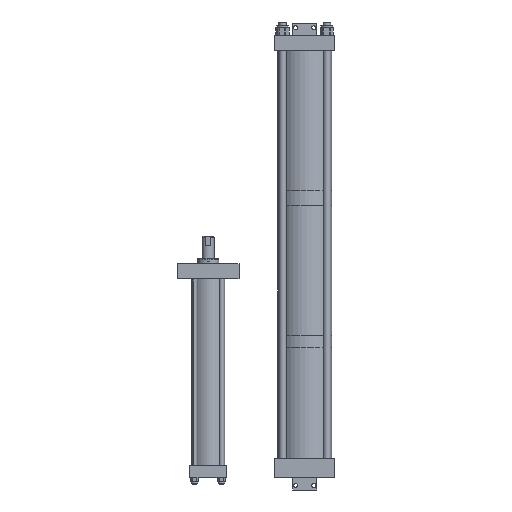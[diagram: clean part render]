
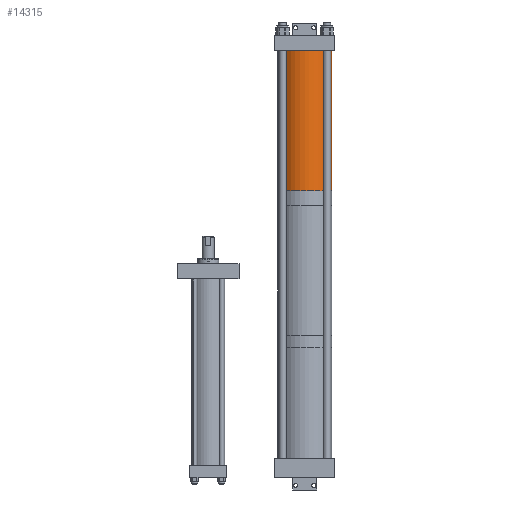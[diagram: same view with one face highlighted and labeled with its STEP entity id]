
A CAD part, front view. The second image highlights one B-rep face of the part: STEP entity #14315.
In plain terms, the highlighted cylindrical face has radius 57.15 mm (diameter 114.3 mm), a partial arc.
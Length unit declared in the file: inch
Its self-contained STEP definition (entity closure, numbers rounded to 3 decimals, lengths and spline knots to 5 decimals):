
#698 = CARTESIAN_POINT ( 'NONE',  ( -2.25, 0., 11.607 ) ) ;
#840 = CARTESIAN_POINT ( 'NONE',  ( 2.25, 0., 0. ) ) ;
#1315 = AXIS2_PLACEMENT_3D ( 'NONE', #9241, #13538, #12436 ) ;
#1724 = DIRECTION ( 'NONE',  ( 0., 0., 1. ) ) ;
#2823 = VERTEX_POINT ( 'NONE', #14204 ) ;
#3456 = VERTEX_POINT ( 'NONE', #698 ) ;
#3597 = VECTOR ( 'NONE', #14228, 39.37008 ) ;
#4240 = CIRCLE ( 'NONE', #11064, 2.25 ) ;
#4799 = ORIENTED_EDGE ( 'NONE', *, *, #11627, .T. ) ;
#5426 = CIRCLE ( 'NONE', #6907, 2.25 ) ;
#6226 = CARTESIAN_POINT ( 'NONE',  ( 2.25, 0., 11.607 ) ) ;
#6280 = VERTEX_POINT ( 'NONE', #14487 ) ;
#6446 = EDGE_CURVE ( 'NONE', #3456, #6280, #7303, .T. ) ;
#6508 = CARTESIAN_POINT ( 'NONE',  ( 0., 0., 11.607 ) ) ;
#6907 = AXIS2_PLACEMENT_3D ( 'NONE', #8529, #1724, #8427 ) ;
#6980 = DIRECTION ( 'NONE',  ( 0., 0., -1. ) ) ;
#7122 = EDGE_LOOP ( 'NONE', ( #12756, #14498, #7493, #4799 ) ) ;
#7303 = LINE ( 'NONE', #13644, #10804 ) ;
#7493 = ORIENTED_EDGE ( 'NONE', *, *, #6446, .T. ) ;
#8307 = CYLINDRICAL_SURFACE ( 'NONE', #1315, 2.25 ) ;
#8427 = DIRECTION ( 'NONE',  ( 1., 0., 0. ) ) ;
#8529 = CARTESIAN_POINT ( 'NONE',  ( 0., 0., 0. ) ) ;
#9201 = VERTEX_POINT ( 'NONE', #840 ) ;
#9241 = CARTESIAN_POINT ( 'NONE',  ( 0., 0., 11.607 ) ) ;
#9247 = EDGE_CURVE ( 'NONE', #2823, #9201, #10758, .T. ) ;
#9796 = DIRECTION ( 'NONE',  ( 1., 0., 0. ) ) ;
#10758 = LINE ( 'NONE', #6226, #3597 ) ;
#10804 = VECTOR ( 'NONE', #6980, 39.37008 ) ;
#10879 = DIRECTION ( 'NONE',  ( 0., 0., 1. ) ) ;
#11064 = AXIS2_PLACEMENT_3D ( 'NONE', #6508, #10879, #9796 ) ;
#11288 = FACE_OUTER_BOUND ( 'NONE', #7122, .T. ) ;
#11627 = EDGE_CURVE ( 'NONE', #6280, #9201, #5426, .T. ) ;
#11705 = EDGE_CURVE ( 'NONE', #3456, #2823, #4240, .T. ) ;
#12436 = DIRECTION ( 'NONE',  ( -1., 0., 0. ) ) ;
#12756 = ORIENTED_EDGE ( 'NONE', *, *, #9247, .F. ) ;
#13538 = DIRECTION ( 'NONE',  ( 0., 0., -1. ) ) ;
#13644 = CARTESIAN_POINT ( 'NONE',  ( -2.25, 0., 11.607 ) ) ;
#14204 = CARTESIAN_POINT ( 'NONE',  ( 2.25, 0., 11.607 ) ) ;
#14228 = DIRECTION ( 'NONE',  ( 0., 0., -1. ) ) ;
#14315 = ADVANCED_FACE ( 'NONE', ( #11288 ), #8307, .T. ) ;
#14487 = CARTESIAN_POINT ( 'NONE',  ( -2.25, 0., 0. ) ) ;
#14498 = ORIENTED_EDGE ( 'NONE', *, *, #11705, .F. ) ;
